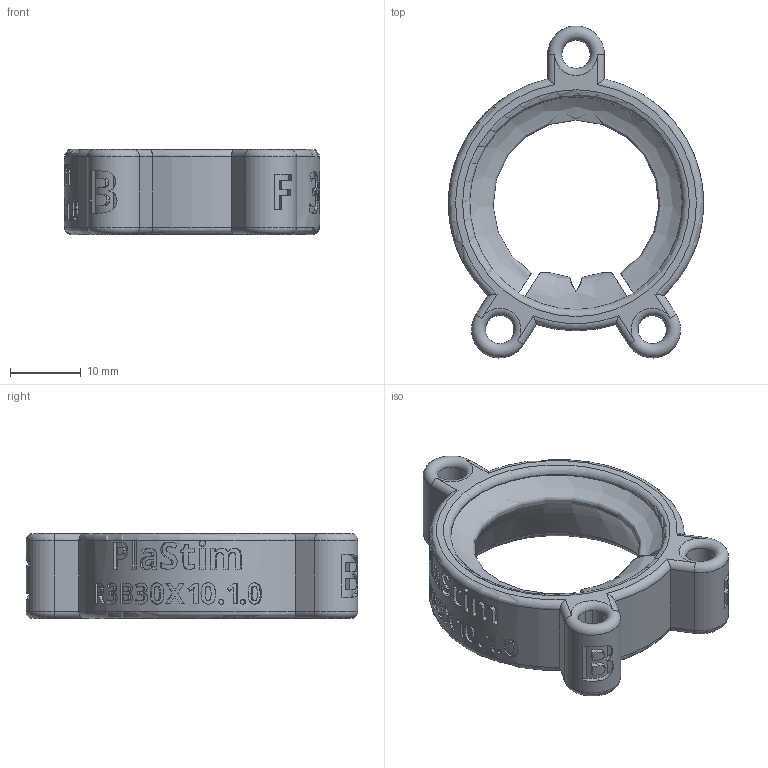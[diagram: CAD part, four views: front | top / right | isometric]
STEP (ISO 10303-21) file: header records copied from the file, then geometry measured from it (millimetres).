
FILE_DESCRIPTION(/* description */ ('STEP AP242 Edition 2','CAx-IF Rec.Pracs.---Representation and Presentation of Product Manufacturing Information (PMI)---4.0---2014-10-13','CAx-IF Rec.Pracs.---3D Tessellated Geometry---0.4---2014-09-14','2;1','CAx-IF Rec.Pracs.---User Defined Attributes---1.5---2016-08-15'),/* implementation_level */ '2;1');
FILE_NAME(/* name */ '69400b340c803b914cc4a30a',/* time_stamp */ '2025-12-15T13:20:53Z',/* author */ (''),/* organization */ (''),/* preprocessor_version */ 'ST-DEVELOPER v20',/* originating_system */ 'ONSHAPE BY PTC INC, 1.208',/* authorisation */ ' ');
FILE_SCHEMA (('AP242_MANAGED_MODEL_BASED_3D_ENGINEERING_MIM_LF { 1 0 10303 442 3 1 4 }'));
Length unit declared in the file: metre
Products named in the file (3): Frenulum; Conductor; Insulator
Bounding box: 36 x 46.83 x 12 mm (x, y, z)
Volume: 6375.8 mm3; surface area: 8679.5 mm2
Topology: 3 solids, 3 shells, 609 faces, 1669 edges, 1097 vertices
Faces by surface type: bspline 257, plane 218, cylinder 120, torus 14
Full cylindrical faces by diameter (mm): 4 x2
Entity records: 21195 total; most frequent: CARTESIAN_POINT 7378, ORIENTED_EDGE 3306, DIRECTION 2079, EDGE_CURVE 1653, VERTEX_POINT 1091, LINE 721, VECTOR 721, AXIS2_PLACEMENT_3D 679
